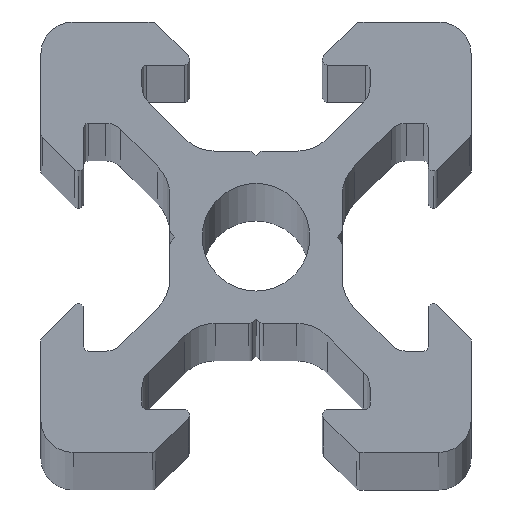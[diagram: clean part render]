
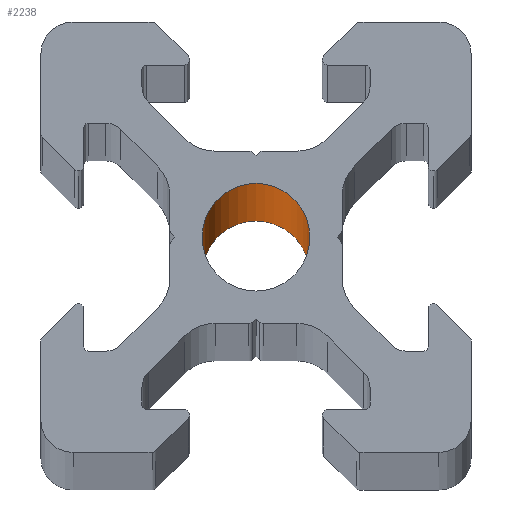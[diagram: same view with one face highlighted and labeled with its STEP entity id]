
A CAD part, top view. The second image highlights one B-rep face of the part: STEP entity #2238.
In plain terms, the highlighted cylindrical face has radius 2.5 mm (diameter 5 mm), a partial arc.
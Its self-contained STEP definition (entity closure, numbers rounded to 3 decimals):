
#119 = EDGE_CURVE ( 'NONE', #1793, #3862, #1169, .T. ) ;
#133 = VECTOR ( 'NONE', #544, 1000. ) ;
#169 = VERTEX_POINT ( 'NONE', #894 ) ;
#270 = VECTOR ( 'NONE', #415, 1000. ) ;
#374 = EDGE_CURVE ( 'NONE', #1009, #169, #3626, .T. ) ;
#415 = DIRECTION ( 'NONE',  ( 0., 0., 1. ) ) ;
#544 = DIRECTION ( 'NONE',  ( 0., 0., 1. ) ) ;
#612 = EDGE_CURVE ( 'NONE', #3862, #169, #2936, .T. ) ;
#894 = CARTESIAN_POINT ( 'NONE',  ( 1.855, 1.841, 498.804 ) ) ;
#907 = CARTESIAN_POINT ( 'NONE',  ( -0.645, 1.841, 498.804 ) ) ;
#922 = CYLINDRICAL_SURFACE ( 'NONE', #2649, 2.5 ) ;
#938 = EDGE_LOOP ( 'NONE', ( #962, #1676, #3357, #1326 ) ) ;
#962 = ORIENTED_EDGE ( 'NONE', *, *, #119, .F. ) ;
#1009 = VERTEX_POINT ( 'NONE', #2322 ) ;
#1169 = LINE ( 'NONE', #2437, #133 ) ;
#1241 = DIRECTION ( 'NONE',  ( 0., 0., 1. ) ) ;
#1296 = EDGE_CURVE ( 'NONE', #1793, #1009, #4104, .T. ) ;
#1297 = CARTESIAN_POINT ( 'NONE',  ( -0.645, 1.841, -501.196 ) ) ;
#1326 = ORIENTED_EDGE ( 'NONE', *, *, #612, .F. ) ;
#1468 = AXIS2_PLACEMENT_3D ( 'NONE', #907, #2534, #2493 ) ;
#1587 = DIRECTION ( 'NONE',  ( 1., 0., 0. ) ) ;
#1676 = ORIENTED_EDGE ( 'NONE', *, *, #1296, .T. ) ;
#1793 = VERTEX_POINT ( 'NONE', #2474 ) ;
#2142 = CARTESIAN_POINT ( 'NONE',  ( -3.145, 1.841, 498.804 ) ) ;
#2201 = DIRECTION ( 'NONE',  ( 1., 0., 0. ) ) ;
#2238 = ADVANCED_FACE ( 'NONE', ( #3842 ), #922, .F. ) ;
#2322 = CARTESIAN_POINT ( 'NONE',  ( 1.855, 1.841, -501.196 ) ) ;
#2437 = CARTESIAN_POINT ( 'NONE',  ( -3.145, 1.841, -501.196 ) ) ;
#2474 = CARTESIAN_POINT ( 'NONE',  ( -3.145, 1.841, -501.196 ) ) ;
#2493 = DIRECTION ( 'NONE',  ( 1., 0., 0. ) ) ;
#2534 = DIRECTION ( 'NONE',  ( 0., 0., -1. ) ) ;
#2649 = AXIS2_PLACEMENT_3D ( 'NONE', #4092, #1241, #2201 ) ;
#2908 = AXIS2_PLACEMENT_3D ( 'NONE', #1297, #4086, #1587 ) ;
#2936 = CIRCLE ( 'NONE', #1468, 2.5 ) ;
#3357 = ORIENTED_EDGE ( 'NONE', *, *, #374, .T. ) ;
#3588 = CARTESIAN_POINT ( 'NONE',  ( 1.855, 1.841, -501.196 ) ) ;
#3626 = LINE ( 'NONE', #3588, #270 ) ;
#3842 = FACE_OUTER_BOUND ( 'NONE', #938, .T. ) ;
#3862 = VERTEX_POINT ( 'NONE', #2142 ) ;
#4086 = DIRECTION ( 'NONE',  ( 0., 0., -1. ) ) ;
#4092 = CARTESIAN_POINT ( 'NONE',  ( -0.645, 1.841, -501.196 ) ) ;
#4104 = CIRCLE ( 'NONE', #2908, 2.5 ) ;
